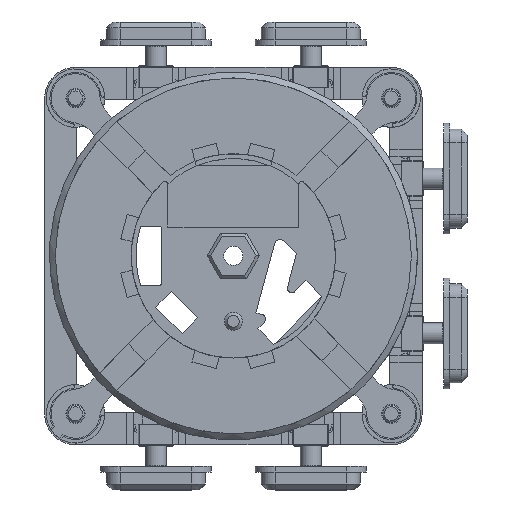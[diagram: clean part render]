
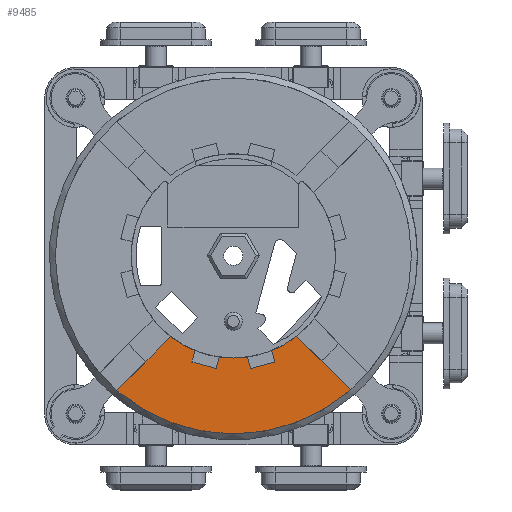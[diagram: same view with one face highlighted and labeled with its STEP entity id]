
A CAD part, top view. The second image highlights one B-rep face of the part: STEP entity #9485.
In plain terms, the highlighted planar face has unit normal (0, 0, 1).
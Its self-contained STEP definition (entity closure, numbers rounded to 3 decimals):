
#736=FACE_OUTER_BOUND('',#1297,.T.);
#1297=EDGE_LOOP('',(#8154,#8155,#8156,#8157,#8158,#8159,#8160,#8161,#8162,
#8163,#8164,#8165));
#1665=CIRCLE('',#10299,29.9);
#1725=CIRCLE('',#10393,17.15);
#1726=CIRCLE('',#10394,17.15);
#1727=CIRCLE('',#10395,17.15);
#2473=LINE('',#15554,#3439);
#2489=LINE('',#15596,#3455);
#2622=LINE('',#15988,#3588);
#2623=LINE('',#15990,#3589);
#2624=LINE('',#15992,#3590);
#2625=LINE('',#15996,#3591);
#2626=LINE('',#15998,#3592);
#2627=LINE('',#16000,#3593);
#3439=VECTOR('',#12550,10.);
#3455=VECTOR('',#12582,10.);
#3588=VECTOR('',#12929,10.);
#3589=VECTOR('',#12930,10.);
#3590=VECTOR('',#12931,10.);
#3591=VECTOR('',#12934,10.);
#3592=VECTOR('',#12935,10.);
#3593=VECTOR('',#12936,10.);
#4339=VERTEX_POINT('',#15546);
#4342=VERTEX_POINT('',#15552);
#4359=VERTEX_POINT('',#15593);
#4360=VERTEX_POINT('',#15595);
#4511=VERTEX_POINT('',#15985);
#4512=VERTEX_POINT('',#15987);
#4513=VERTEX_POINT('',#15989);
#4514=VERTEX_POINT('',#15991);
#4515=VERTEX_POINT('',#15993);
#4516=VERTEX_POINT('',#15995);
#4517=VERTEX_POINT('',#15997);
#4518=VERTEX_POINT('',#15999);
#5552=EDGE_CURVE('',#4342,#4339,#2473,.T.);
#5572=EDGE_CURVE('',#4359,#4360,#2489,.T.);
#5594=EDGE_CURVE('',#4359,#4339,#1665,.T.);
#5772=EDGE_CURVE('',#4511,#4342,#1725,.T.);
#5773=EDGE_CURVE('',#4512,#4511,#2622,.T.);
#5774=EDGE_CURVE('',#4513,#4512,#2623,.T.);
#5775=EDGE_CURVE('',#4514,#4513,#2624,.T.);
#5776=EDGE_CURVE('',#4515,#4514,#1726,.T.);
#5777=EDGE_CURVE('',#4516,#4515,#2625,.T.);
#5778=EDGE_CURVE('',#4517,#4516,#2626,.T.);
#5779=EDGE_CURVE('',#4518,#4517,#2627,.T.);
#5780=EDGE_CURVE('',#4360,#4518,#1727,.T.);
#8154=ORIENTED_EDGE('',*,*,#5594,.T.);
#8155=ORIENTED_EDGE('',*,*,#5552,.F.);
#8156=ORIENTED_EDGE('',*,*,#5772,.F.);
#8157=ORIENTED_EDGE('',*,*,#5773,.F.);
#8158=ORIENTED_EDGE('',*,*,#5774,.F.);
#8159=ORIENTED_EDGE('',*,*,#5775,.F.);
#8160=ORIENTED_EDGE('',*,*,#5776,.F.);
#8161=ORIENTED_EDGE('',*,*,#5777,.F.);
#8162=ORIENTED_EDGE('',*,*,#5778,.F.);
#8163=ORIENTED_EDGE('',*,*,#5779,.F.);
#8164=ORIENTED_EDGE('',*,*,#5780,.F.);
#8165=ORIENTED_EDGE('',*,*,#5572,.F.);
#8875=PLANE('',#10392);
#9485=ADVANCED_FACE('',(#736),#8875,.F.);
#10299=AXIS2_PLACEMENT_3D('',#15635,#12621,#12622);
#10392=AXIS2_PLACEMENT_3D('',#15984,#12925,#12926);
#10393=AXIS2_PLACEMENT_3D('',#15986,#12927,#12928);
#10394=AXIS2_PLACEMENT_3D('',#15994,#12932,#12933);
#10395=AXIS2_PLACEMENT_3D('',#16001,#12937,#12938);
#12550=DIRECTION('',(0.707,-0.707,0.));
#12582=DIRECTION('',(0.707,0.707,0.));
#12621=DIRECTION('center_axis',(0.,0.,
1.));
#12622=DIRECTION('ref_axis',(-1.,0.,0.));
#12925=DIRECTION('center_axis',(0.,0.,
-1.));
#12926=DIRECTION('ref_axis',(-1.,0.,0.));
#12927=DIRECTION('center_axis',(0.,0.,
1.));
#12928=DIRECTION('ref_axis',(1.,0.,0.));
#12929=DIRECTION('',(-0.259,0.966,0.));
#12930=DIRECTION('',(0.966,0.259,0.));
#12931=DIRECTION('',(0.259,-0.966,0.));
#12932=DIRECTION('center_axis',(0.,0.,
1.));
#12933=DIRECTION('ref_axis',(1.,0.,0.));
#12934=DIRECTION('',(0.259,0.966,0.));
#12935=DIRECTION('',(0.966,-0.259,0.));
#12936=DIRECTION('',(-0.259,-0.966,0.));
#12937=DIRECTION('center_axis',(0.,0.,
1.));
#12938=DIRECTION('ref_axis',(1.,0.,0.));
#15546=CARTESIAN_POINT('',(19.673,-22.517,-9.12));
#15552=CARTESIAN_POINT('',(10.621,-13.465,-9.12));
#15554=CARTESIAN_POINT('',(9.785,-12.629,-9.12));
#15593=CARTESIAN_POINT('',(-19.584,-22.593,-9.12));
#15595=CARTESIAN_POINT('',(-10.529,-13.538,-9.12));
#15596=CARTESIAN_POINT('',(-4.512,-7.521,-9.12));
#15635=CARTESIAN_POINT('Origin',(0.,0.,
-9.12));
#15984=CARTESIAN_POINT('Origin',(0.,0.,
-9.12));
#15985=CARTESIAN_POINT('',(6.434,-15.897,-9.12));
#15986=CARTESIAN_POINT('Origin',(0.,0.,
-9.12));
#15987=CARTESIAN_POINT('',(6.951,-17.829,-9.12));
#15988=CARTESIAN_POINT('',(4.231,-7.677,-9.12));
#15989=CARTESIAN_POINT('',(2.895,-18.916,-9.12));
#15990=CARTESIAN_POINT('',(5.937,-18.101,-9.12));
#15991=CARTESIAN_POINT('',(2.377,-16.984,-9.12));
#15992=CARTESIAN_POINT('',(0.433,-9.73,-9.12));
#15993=CARTESIAN_POINT('',(-2.377,-16.984,-9.12));
#15994=CARTESIAN_POINT('Origin',(0.,0.,
-9.12));
#15995=CARTESIAN_POINT('',(-2.895,-18.916,-9.12));
#15996=CARTESIAN_POINT('',(-0.174,-8.764,-9.12));
#15997=CARTESIAN_POINT('',(-6.951,-17.829,-9.12));
#15998=CARTESIAN_POINT('',(-3.909,-18.645,-9.12));
#15999=CARTESIAN_POINT('',(-6.434,-15.897,-9.12));
#16000=CARTESIAN_POINT('',(-4.49,-8.643,-9.12));
#16001=CARTESIAN_POINT('Origin',(0.,0.,
-9.12));
